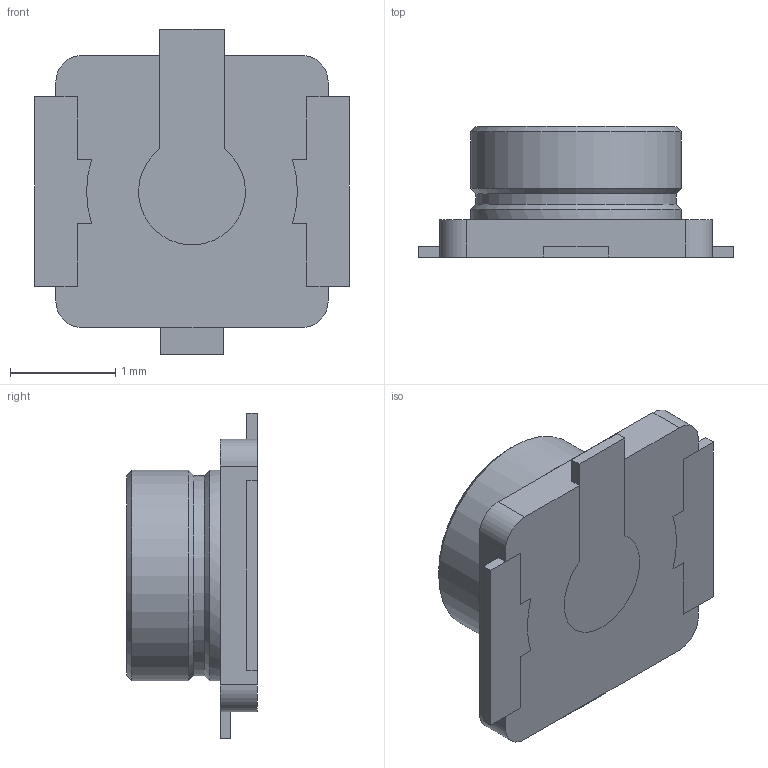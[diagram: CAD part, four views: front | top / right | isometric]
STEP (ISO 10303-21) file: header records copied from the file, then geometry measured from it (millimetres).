
FILE_DESCRIPTION (( 'STEP AP214' ), '1' );
FILE_NAME ('CONUFL001-SMD-T.STEP', '2021-05-12T07:07:23', ( '' ), ( '' ), 'SwSTEP 2.0', 'SolidWorks 2018', '' );
FILE_SCHEMA (( 'AUTOMOTIVE_DESIGN' ));
Length unit declared in the file: inch
Products named in the file (1): CONUFL001-SMD-T
Bounding box: 3 x 1.24 x 3.1 mm (x, y, z)
Volume: 3.1 mm3; surface area: 37.9 mm2
Topology: 5 solids, 5 shells, 76 faces, 192 edges, 126 vertices
Faces by surface type: plane 56, cylinder 16, cone 3, sphere 1
Full cylindrical faces by diameter (mm): 0.508 x1, 1.803 x1, 1.905 x1, 2.007 x2
Entity records: 2949 total; most frequent: CARTESIAN_POINT 377, DIRECTION 366, ORIENTED_EDGE 356, EDGE_CURVE 178, VECTOR 144, LINE 144, VERTEX_POINT 122, AXIS2_PLACEMENT_3D 111
